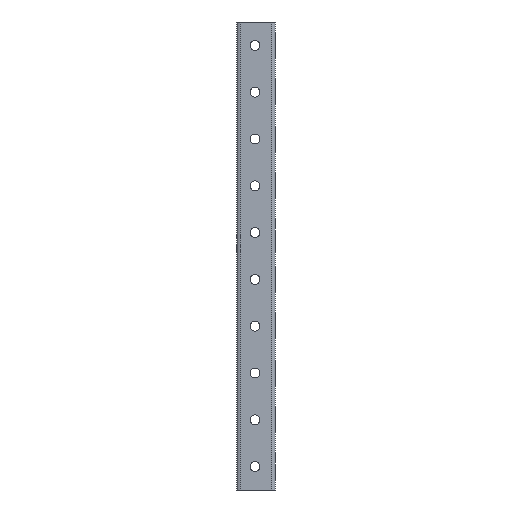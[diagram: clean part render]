
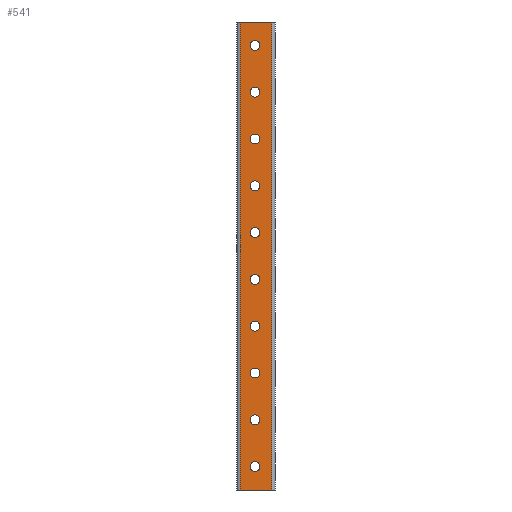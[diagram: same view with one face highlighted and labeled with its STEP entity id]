
A CAD part, left-side view. The second image highlights one B-rep face of the part: STEP entity #541.
In plain terms, the highlighted planar face has unit normal (-1, 0, 0).
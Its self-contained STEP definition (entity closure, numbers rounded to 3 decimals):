
#14 = ORIENTED_EDGE ( 'NONE', *, *, #1781, .F. ) ;
#15 = ORIENTED_EDGE ( 'NONE', *, *, #1830, .F. ) ;
#16 = ORIENTED_EDGE ( 'NONE', *, *, #1843, .F. ) ;
#63 = ORIENTED_EDGE ( 'NONE', *, *, #1669, .T. ) ;
#64 = ORIENTED_EDGE ( 'NONE', *, *, #1760, .F. ) ;
#65 = ORIENTED_EDGE ( 'NONE', *, *, #1693, .F. ) ;
#112 = ORIENTED_EDGE ( 'NONE', *, *, #1687, .T. ) ;
#113 = ORIENTED_EDGE ( 'NONE', *, *, #1745, .F. ) ;
#114 = ORIENTED_EDGE ( 'NONE', *, *, #1615, .F. ) ;
#162 = ORIENTED_EDGE ( 'NONE', *, *, #1799, .F. ) ;
#163 = ORIENTED_EDGE ( 'NONE', *, *, #1809, .F. ) ;
#210 = ORIENTED_EDGE ( 'NONE', *, *, #1623, .T. ) ;
#211 = ORIENTED_EDGE ( 'NONE', *, *, #1769, .F. ) ;
#212 = ORIENTED_EDGE ( 'NONE', *, *, #1651, .F. ) ;
#289 = CIRCLE ( 'NONE', #1575, 5.25 ) ;
#337 = LINE ( 'NONE', #2097, #483 ) ;
#364 = CIRCLE ( 'NONE', #1608, 5.25 ) ;
#367 = CIRCLE ( 'NONE', #1607, 5.25 ) ;
#372 = CIRCLE ( 'NONE', #1601, 5.25 ) ;
#391 = LINE ( 'NONE', #1911, #531 ) ;
#410 = LINE ( 'NONE', #2092, #458 ) ;
#452 = CIRCLE ( 'NONE', #1499, 5.25 ) ;
#458 = VECTOR ( 'NONE', #2052, 1000. ) ;
#483 = VECTOR ( 'NONE', #2095, 1000. ) ;
#494 = CIRCLE ( 'NONE', #1557, 5.25 ) ;
#531 = VECTOR ( 'NONE', #1930, 1000. ) ;
#541 = ADVANCED_FACE ( 'NONE', ( #2532, #2385, #2386, #2337, #2482, #2336, #2433, #2481, #2530, #2384, #2335 ), #3057, .F. ) ;
#582 = DIRECTION ( 'NONE',  ( 0., -1., 0. ) ) ;
#584 = DIRECTION ( 'NONE',  ( -1., 0., 0. ) ) ;
#592 = CARTESIAN_POINT ( 'NONE',  ( -20.5, 21.5, -225. ) ) ;
#604 = DIRECTION ( 'NONE',  ( 0., -1., 0. ) ) ;
#606 = DIRECTION ( 'NONE',  ( -1., 0., 0. ) ) ;
#691 = CARTESIAN_POINT ( 'NONE',  ( -20.5, 37.5, 250. ) ) ;
#722 = CARTESIAN_POINT ( 'NONE',  ( -20.5, 37.5, -250. ) ) ;
#740 = CARTESIAN_POINT ( 'NONE',  ( -20.5, 3.5, -250. ) ) ;
#766 = DIRECTION ( 'NONE',  ( 0., 1., 0. ) ) ;
#780 = CARTESIAN_POINT ( 'NONE',  ( -20.5, 41., 250. ) ) ;
#787 = CARTESIAN_POINT ( 'NONE',  ( -20.5, 21.5, -175. ) ) ;
#917 = VERTEX_POINT ( 'NONE', #2805 ) ;
#918 = VERTEX_POINT ( 'NONE', #2793 ) ;
#921 = VERTEX_POINT ( 'NONE', #2918 ) ;
#928 = VERTEX_POINT ( 'NONE', #3130 ) ;
#934 = VERTEX_POINT ( 'NONE', #2729 ) ;
#937 = CIRCLE ( 'NONE', #1480, 5.25 ) ;
#942 = VERTEX_POINT ( 'NONE', #2999 ) ;
#1065 = CIRCLE ( 'NONE', #1465, 5.25 ) ;
#1155 = CIRCLE ( 'NONE', #1498, 5.25 ) ;
#1209 = VERTEX_POINT ( 'NONE', #2897 ) ;
#1251 = VERTEX_POINT ( 'NONE', #740 ) ;
#1256 = VERTEX_POINT ( 'NONE', #722 ) ;
#1260 = VERTEX_POINT ( 'NONE', #691 ) ;
#1465 = AXIS2_PLACEMENT_3D ( 'NONE', #2842, #3028, #3098 ) ;
#1480 = AXIS2_PLACEMENT_3D ( 'NONE', #1994, #2019, #2018 ) ;
#1498 = AXIS2_PLACEMENT_3D ( 'NONE', #3003, #3007, #2965 ) ;
#1499 = AXIS2_PLACEMENT_3D ( 'NONE', #2107, #1907, #1906 ) ;
#1515 = AXIS2_PLACEMENT_3D ( 'NONE', #3053, #3060, #3050 ) ;
#1544 = AXIS2_PLACEMENT_3D ( 'NONE', #787, #606, #604 ) ;
#1557 = AXIS2_PLACEMENT_3D ( 'NONE', #592, #584, #582 ) ;
#1575 = AXIS2_PLACEMENT_3D ( 'NONE', #2191, #2190, #2182 ) ;
#1601 = AXIS2_PLACEMENT_3D ( 'NONE', #2283, #2282, #2281 ) ;
#1607 = AXIS2_PLACEMENT_3D ( 'NONE', #2195, #2194, #2193 ) ;
#1608 = AXIS2_PLACEMENT_3D ( 'NONE', #2148, #2138, #2137 ) ;
#1615 = EDGE_CURVE ( 'NONE', #942, #942, #2324, .T. ) ;
#1623 = EDGE_CURVE ( 'NONE', #1209, #1260, #2419, .T. ) ;
#1651 = EDGE_CURVE ( 'NONE', #934, #934, #494, .T. ) ;
#1669 = EDGE_CURVE ( 'NONE', #1256, #1251, #391, .T. ) ;
#1687 = EDGE_CURVE ( 'NONE', #1260, #1256, #337, .T. ) ;
#1693 = EDGE_CURVE ( 'NONE', #928, #928, #289, .T. ) ;
#1745 = EDGE_CURVE ( 'NONE', #921, #921, #372, .T. ) ;
#1760 = EDGE_CURVE ( 'NONE', #918, #918, #367, .T. ) ;
#1769 = EDGE_CURVE ( 'NONE', #917, #917, #364, .T. ) ;
#1781 = EDGE_CURVE ( 'NONE', #1209, #1251, #410, .T. ) ;
#1799 = EDGE_CURVE ( 'NONE', #1869, #1869, #452, .T. ) ;
#1809 = EDGE_CURVE ( 'NONE', #1887, #1887, #937, .T. ) ;
#1830 = EDGE_CURVE ( 'NONE', #1891, #1891, #1065, .T. ) ;
#1843 = EDGE_CURVE ( 'NONE', #1884, #1884, #1155, .T. ) ;
#1869 = VERTEX_POINT ( 'NONE', #2768 ) ;
#1884 = VERTEX_POINT ( 'NONE', #2966 ) ;
#1887 = VERTEX_POINT ( 'NONE', #2720 ) ;
#1891 = VERTEX_POINT ( 'NONE', #2976 ) ;
#1906 = DIRECTION ( 'NONE',  ( 0., -1., 0. ) ) ;
#1907 = DIRECTION ( 'NONE',  ( -1., 0., 0. ) ) ;
#1911 = CARTESIAN_POINT ( 'NONE',  ( -20.5, 41., -250. ) ) ;
#1930 = DIRECTION ( 'NONE',  ( 0., -1., 0. ) ) ;
#1994 = CARTESIAN_POINT ( 'NONE',  ( -20.5, 21.5, -25. ) ) ;
#2018 = DIRECTION ( 'NONE',  ( 0., -1., 0. ) ) ;
#2019 = DIRECTION ( 'NONE',  ( -1., 0., 0. ) ) ;
#2052 = DIRECTION ( 'NONE',  ( 0., 0., -1. ) ) ;
#2092 = CARTESIAN_POINT ( 'NONE',  ( -20.5, 3.5, 1500. ) ) ;
#2095 = DIRECTION ( 'NONE',  ( 0., 0., -1. ) ) ;
#2097 = CARTESIAN_POINT ( 'NONE',  ( -20.5, 37.5, 1500. ) ) ;
#2107 = CARTESIAN_POINT ( 'NONE',  ( -20.5, 21.5, 225. ) ) ;
#2137 = DIRECTION ( 'NONE',  ( 0., -1., 0. ) ) ;
#2138 = DIRECTION ( 'NONE',  ( -1., 0., 0. ) ) ;
#2148 = CARTESIAN_POINT ( 'NONE',  ( -20.5, 21.5, 25. ) ) ;
#2182 = DIRECTION ( 'NONE',  ( 0., -1., 0. ) ) ;
#2190 = DIRECTION ( 'NONE',  ( -1., 0., 0. ) ) ;
#2191 = CARTESIAN_POINT ( 'NONE',  ( -20.5, 21.5, -125. ) ) ;
#2193 = DIRECTION ( 'NONE',  ( 0., -1., 0. ) ) ;
#2194 = DIRECTION ( 'NONE',  ( -1., 0., 0. ) ) ;
#2195 = CARTESIAN_POINT ( 'NONE',  ( -20.5, 21.5, 125. ) ) ;
#2281 = DIRECTION ( 'NONE',  ( 0., -1., 0. ) ) ;
#2282 = DIRECTION ( 'NONE',  ( -1., 0., 0. ) ) ;
#2283 = CARTESIAN_POINT ( 'NONE',  ( -20.5, 21.5, 75. ) ) ;
#2324 = CIRCLE ( 'NONE', #1544, 5.25 ) ;
#2335 = FACE_OUTER_BOUND ( 'NONE', #2346, .T. ) ;
#2336 = FACE_BOUND ( 'NONE', #2345, .T. ) ;
#2337 = FACE_BOUND ( 'NONE', #2491, .T. ) ;
#2345 = EDGE_LOOP ( 'NONE', ( #211 ) ) ;
#2346 = EDGE_LOOP ( 'NONE', ( #210, #112, #63, #14 ) ) ;
#2370 = VECTOR ( 'NONE', #766, 1000. ) ;
#2384 = FACE_BOUND ( 'NONE', #2443, .T. ) ;
#2385 = FACE_BOUND ( 'NONE', #2441, .T. ) ;
#2386 = FACE_BOUND ( 'NONE', #2539, .T. ) ;
#2394 = EDGE_LOOP ( 'NONE', ( #113 ) ) ;
#2419 = LINE ( 'NONE', #780, #2370 ) ;
#2433 = FACE_BOUND ( 'NONE', #2394, .T. ) ;
#2441 = EDGE_LOOP ( 'NONE', ( #114 ) ) ;
#2442 = EDGE_LOOP ( 'NONE', ( #163 ) ) ;
#2443 = EDGE_LOOP ( 'NONE', ( #162 ) ) ;
#2481 = FACE_BOUND ( 'NONE', #2540, .T. ) ;
#2482 = FACE_BOUND ( 'NONE', #2442, .T. ) ;
#2491 = EDGE_LOOP ( 'NONE', ( #16 ) ) ;
#2492 = EDGE_LOOP ( 'NONE', ( #15 ) ) ;
#2530 = FACE_BOUND ( 'NONE', #2492, .T. ) ;
#2532 = FACE_BOUND ( 'NONE', #2538, .T. ) ;
#2538 = EDGE_LOOP ( 'NONE', ( #212 ) ) ;
#2539 = EDGE_LOOP ( 'NONE', ( #65 ) ) ;
#2540 = EDGE_LOOP ( 'NONE', ( #64 ) ) ;
#2720 = CARTESIAN_POINT ( 'NONE',  ( -20.5, 16.25, -25. ) ) ;
#2729 = CARTESIAN_POINT ( 'NONE',  ( -20.5, 16.25, -225. ) ) ;
#2768 = CARTESIAN_POINT ( 'NONE',  ( -20.5, 16.25, 225. ) ) ;
#2793 = CARTESIAN_POINT ( 'NONE',  ( -20.5, 16.25, 125. ) ) ;
#2805 = CARTESIAN_POINT ( 'NONE',  ( -20.5, 16.25, 25. ) ) ;
#2842 = CARTESIAN_POINT ( 'NONE',  ( -20.5, 21.5, 175. ) ) ;
#2897 = CARTESIAN_POINT ( 'NONE',  ( -20.5, 3.5, 250. ) ) ;
#2918 = CARTESIAN_POINT ( 'NONE',  ( -20.5, 16.25, 75. ) ) ;
#2965 = DIRECTION ( 'NONE',  ( 0., -1., 0. ) ) ;
#2966 = CARTESIAN_POINT ( 'NONE',  ( -20.5, 16.25, -75. ) ) ;
#2976 = CARTESIAN_POINT ( 'NONE',  ( -20.5, 16.25, 175. ) ) ;
#2999 = CARTESIAN_POINT ( 'NONE',  ( -20.5, 16.25, -175. ) ) ;
#3003 = CARTESIAN_POINT ( 'NONE',  ( -20.5, 21.5, -75. ) ) ;
#3007 = DIRECTION ( 'NONE',  ( -1., 0., 0. ) ) ;
#3028 = DIRECTION ( 'NONE',  ( -1., 0., 0. ) ) ;
#3050 = DIRECTION ( 'NONE',  ( 0., 1., 0. ) ) ;
#3053 = CARTESIAN_POINT ( 'NONE',  ( -20.5, 37.5, 1500. ) ) ;
#3057 = PLANE ( 'NONE',  #1515 ) ;
#3060 = DIRECTION ( 'NONE',  ( 1., 0., 0. ) ) ;
#3098 = DIRECTION ( 'NONE',  ( 0., -1., 0. ) ) ;
#3130 = CARTESIAN_POINT ( 'NONE',  ( -20.5, 16.25, -125. ) ) ;
